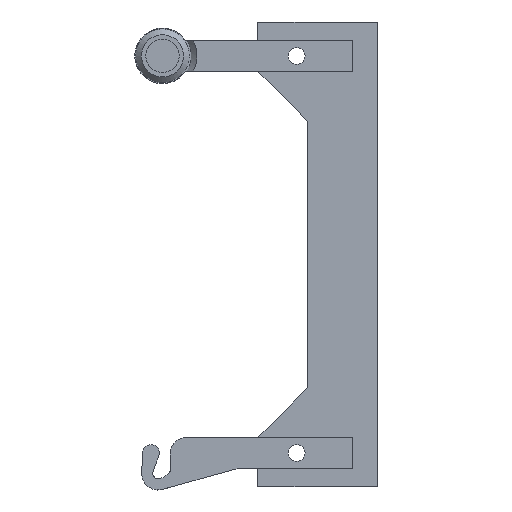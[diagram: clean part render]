
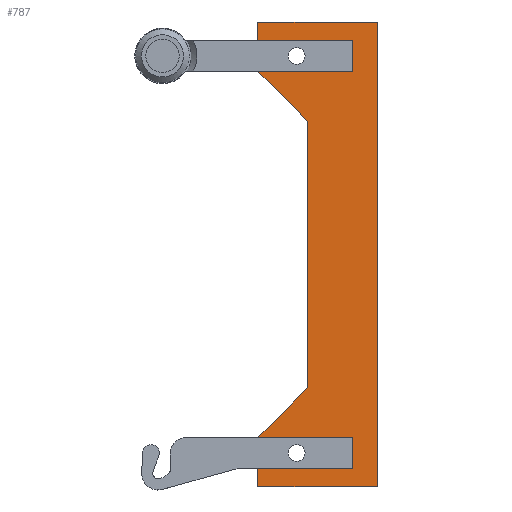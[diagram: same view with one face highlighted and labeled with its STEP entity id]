
A CAD part, top view. The second image highlights one B-rep face of the part: STEP entity #787.
In plain terms, the highlighted planar face has unit normal (0, 0, 1).
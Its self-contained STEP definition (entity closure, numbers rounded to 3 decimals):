
#227 = VERTEX_POINT('',#228);
#228 = CARTESIAN_POINT('',(34.5,77.6,1.6));
#234 = EDGE_CURVE('',#227,#235,#237,.T.);
#235 = VERTEX_POINT('',#236);
#236 = CARTESIAN_POINT('',(13.,77.6,1.6));
#237 = LINE('',#238,#239);
#238 = CARTESIAN_POINT('',(34.5,77.6,1.6));
#239 = VECTOR('',#240,1.);
#240 = DIRECTION('',(-1.,0.,0.));
#258 = EDGE_CURVE('',#235,#259,#261,.T.);
#259 = VERTEX_POINT('',#260);
#260 = CARTESIAN_POINT('',(13.,74.25,1.6));
#261 = LINE('',#262,#263);
#262 = CARTESIAN_POINT('',(13.,77.6,1.6));
#263 = VECTOR('',#264,1.);
#264 = DIRECTION('',(0.,-1.,0.));
#281 = EDGE_CURVE('',#259,#282,#284,.T.);
#282 = VERTEX_POINT('',#283);
#283 = CARTESIAN_POINT('',(30.,74.25,1.6));
#284 = LINE('',#285,#286);
#285 = CARTESIAN_POINT('',(25.768,74.25,1.6));
#286 = VECTOR('',#287,1.);
#287 = DIRECTION('',(1.,0.,0.));
#363 = EDGE_CURVE('',#364,#366,#368,.T.);
#364 = VERTEX_POINT('',#365);
#365 = CARTESIAN_POINT('',(30.,68.75,1.6));
#366 = VERTEX_POINT('',#367);
#367 = CARTESIAN_POINT('',(13.,68.75,1.6));
#368 = LINE('',#369,#370);
#369 = CARTESIAN_POINT('',(10.768,68.75,1.6));
#370 = VECTOR('',#371,1.);
#371 = DIRECTION('',(-1.,0.,0.));
#421 = EDGE_CURVE('',#366,#422,#424,.T.);
#422 = VERTEX_POINT('',#423);
#423 = CARTESIAN_POINT('',(22.,59.75,1.6));
#424 = LINE('',#425,#426);
#425 = CARTESIAN_POINT('',(13.,68.75,1.6));
#426 = VECTOR('',#427,1.);
#427 = DIRECTION('',(0.707,-0.707,0.));
#445 = EDGE_CURVE('',#422,#446,#448,.T.);
#446 = VERTEX_POINT('',#447);
#447 = CARTESIAN_POINT('',(22.,11.75,1.6));
#448 = LINE('',#449,#450);
#449 = CARTESIAN_POINT('',(22.,59.75,1.6));
#450 = VECTOR('',#451,1.);
#451 = DIRECTION('',(0.,-1.,0.));
#469 = EDGE_CURVE('',#446,#470,#472,.T.);
#470 = VERTEX_POINT('',#471);
#471 = CARTESIAN_POINT('',(13.,2.75,1.6));
#472 = LINE('',#473,#474);
#473 = CARTESIAN_POINT('',(22.,11.75,1.6));
#474 = VECTOR('',#475,1.);
#475 = DIRECTION('',(-0.707,-0.707,0.));
#492 = EDGE_CURVE('',#470,#493,#495,.T.);
#493 = VERTEX_POINT('',#494);
#494 = CARTESIAN_POINT('',(30.,2.75,1.6));
#495 = LINE('',#496,#497);
#496 = CARTESIAN_POINT('',(25.768,2.75,1.6));
#497 = VECTOR('',#498,1.);
#498 = DIRECTION('',(1.,0.,0.));
#637 = EDGE_CURVE('',#638,#640,#642,.T.);
#638 = VERTEX_POINT('',#639);
#639 = CARTESIAN_POINT('',(13.,-2.75,1.6));
#640 = VERTEX_POINT('',#641);
#641 = CARTESIAN_POINT('',(30.,-2.75,1.6));
#642 = LINE('',#643,#644);
#643 = CARTESIAN_POINT('',(25.768,-2.75,1.6));
#644 = VECTOR('',#645,1.);
#645 = DIRECTION('',(1.,0.,0.));
#678 = VERTEX_POINT('',#679);
#679 = CARTESIAN_POINT('',(13.,-6.1,1.6));
#685 = EDGE_CURVE('',#678,#638,#686,.T.);
#686 = LINE('',#687,#688);
#687 = CARTESIAN_POINT('',(13.,-6.1,1.6));
#688 = VECTOR('',#689,1.);
#689 = DIRECTION('',(0.,1.,0.));
#702 = VERTEX_POINT('',#703);
#703 = CARTESIAN_POINT('',(34.5,-6.1,1.6));
#709 = EDGE_CURVE('',#702,#678,#710,.T.);
#710 = LINE('',#711,#712);
#711 = CARTESIAN_POINT('',(34.5,-6.1,1.6));
#712 = VECTOR('',#713,1.);
#713 = DIRECTION('',(-1.,0.,0.));
#726 = EDGE_CURVE('',#227,#702,#727,.T.);
#727 = LINE('',#728,#729);
#728 = CARTESIAN_POINT('',(34.5,77.6,1.6));
#729 = VECTOR('',#730,1.);
#730 = DIRECTION('',(0.,-1.,0.));
#787 = ADVANCED_FACE('',(#788),#814,.T.);
#788 = FACE_BOUND('',#789,.T.);
#789 = EDGE_LOOP('',(#790,#791,#792,#793,#794,#800,#801,#802,#803,#804,
    #805,#811,#812,#813));
#790 = ORIENTED_EDGE('',*,*,#726,.F.);
#791 = ORIENTED_EDGE('',*,*,#234,.T.);
#792 = ORIENTED_EDGE('',*,*,#258,.T.);
#793 = ORIENTED_EDGE('',*,*,#281,.T.);
#794 = ORIENTED_EDGE('',*,*,#795,.T.);
#795 = EDGE_CURVE('',#282,#364,#796,.T.);
#796 = LINE('',#797,#798);
#797 = CARTESIAN_POINT('',(30.,52.25,1.6));
#798 = VECTOR('',#799,1.);
#799 = DIRECTION('',(0.,-1.,0.));
#800 = ORIENTED_EDGE('',*,*,#363,.T.);
#801 = ORIENTED_EDGE('',*,*,#421,.T.);
#802 = ORIENTED_EDGE('',*,*,#445,.T.);
#803 = ORIENTED_EDGE('',*,*,#469,.T.);
#804 = ORIENTED_EDGE('',*,*,#492,.T.);
#805 = ORIENTED_EDGE('',*,*,#806,.T.);
#806 = EDGE_CURVE('',#493,#640,#807,.T.);
#807 = LINE('',#808,#809);
#808 = CARTESIAN_POINT('',(30.,16.5,1.6));
#809 = VECTOR('',#810,1.);
#810 = DIRECTION('',(0.,-1.,0.));
#811 = ORIENTED_EDGE('',*,*,#637,.F.);
#812 = ORIENTED_EDGE('',*,*,#685,.F.);
#813 = ORIENTED_EDGE('',*,*,#709,.F.);
#814 = PLANE('',#815);
#815 = AXIS2_PLACEMENT_3D('',#816,#817,#818);
#816 = CARTESIAN_POINT('',(21.536,35.75,1.6));
#817 = DIRECTION('',(0.,0.,1.));
#818 = DIRECTION('',(1.,0.,0.));
